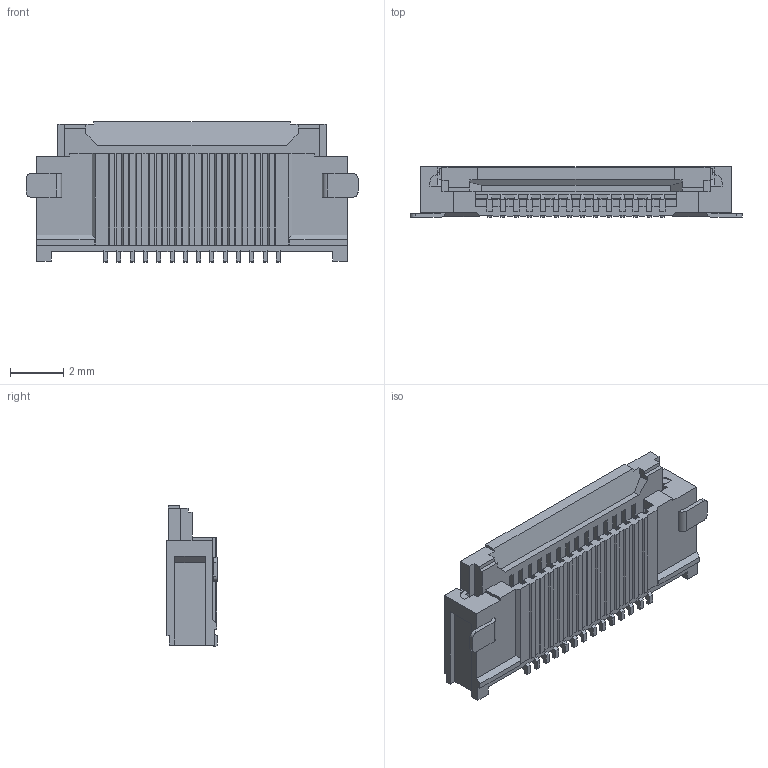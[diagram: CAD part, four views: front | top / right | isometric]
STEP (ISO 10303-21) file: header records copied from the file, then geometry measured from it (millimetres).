
FILE_DESCRIPTION(('STEP AP242'),'1');
FILE_NAME('505110-1492.stp','2021-02-15T11:41:33',('TraceParts'),('TraceParts S.A.'),'Spatial InterOp 3D',' ',' ');
FILE_SCHEMA(('AP242_MANAGED_MODEL_BASED_3D_ENGINEERING_MIM_LF {1 0 10303 442 1 1 4}'));
Length unit declared in the file: millimetre
Products named in the file (1): 505110-1492_1
Bounding box: 12.5 x 1.9 x 5.3 mm (x, y, z)
Volume: 68.3 mm3; surface area: 306.2 mm2
Topology: 1 solids, 1 shells, 941 faces, 2773 edges, 1910 vertices
Faces by surface type: plane 784, cylinder 157
Entity records: 30889 total; most frequent: CARTESIAN_POINT 5508, ORIENTED_EDGE 5418, DIRECTION 4971, EDGE_CURVE 2709, LINE 2457, VECTOR 2457, VERTEX_POINT 1782, AXIS2_PLACEMENT_3D 1257
